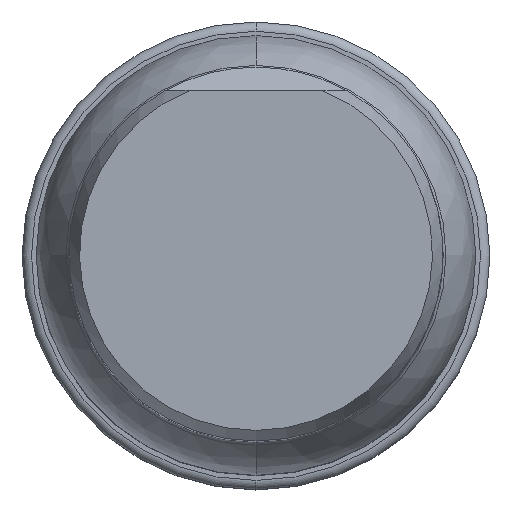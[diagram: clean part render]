
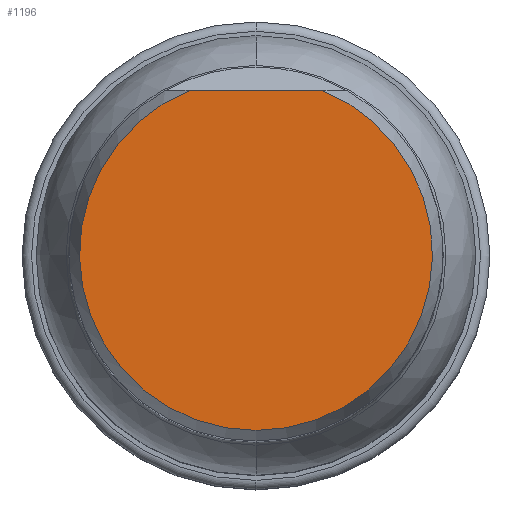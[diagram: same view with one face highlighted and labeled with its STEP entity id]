
A CAD part, top view. The second image highlights one B-rep face of the part: STEP entity #1196.
In plain terms, the highlighted planar face has unit normal (0, 0, 1).
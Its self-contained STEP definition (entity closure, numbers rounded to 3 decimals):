
#435=CARTESIAN_POINT('',(0.,0.,0.));
#436=DIRECTION('',(0.,0.,1.));
#437=DIRECTION('',(-0.373,0.928,0.));
#438=AXIS2_PLACEMENT_3D('',#435,#436,#437);
#457=CARTESIAN_POINT('',(5.631,14.,0.));
#508=DIRECTION('',(-1.,0.,0.));
#509=VECTOR('',#508,11.262);
#510=CARTESIAN_POINT('',(5.631,14.,0.));
#511=LINE('',#510,#509);
#607=VERTEX_POINT('',#457);
#609=CARTESIAN_POINT('',(-5.631,14.,0.));
#610=VERTEX_POINT('',#609);
#1187=CARTESIAN_POINT('',(0.,0.,0.));
#1188=DIRECTION('',(0.,0.,-1.));
#1189=DIRECTION('',(0.,-1.,0.));
#1190=AXIS2_PLACEMENT_3D('',#1187,#1188,#1189);
#1191=PLANE('',#1190);
#1192=ORIENTED_EDGE('',*,*,#1169,.F.);
#1193=ORIENTED_EDGE('',*,*,#1153,.F.);
#1194=EDGE_LOOP('',(#1192,#1193));
#1195=FACE_OUTER_BOUND('',#1194,.F.);
#439=CIRCLE('',#438,15.09);
#1153=EDGE_CURVE('',#610,#607,#439,.T.);
#1169=EDGE_CURVE('',#607,#610,#511,.T.);
#1196=ADVANCED_FACE('',(#1195),#1191,.F.);
